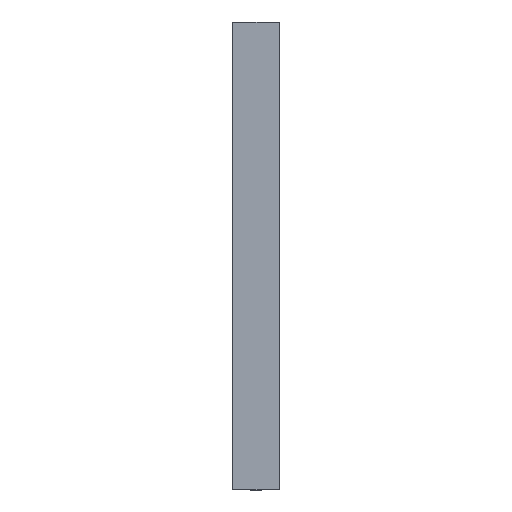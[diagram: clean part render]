
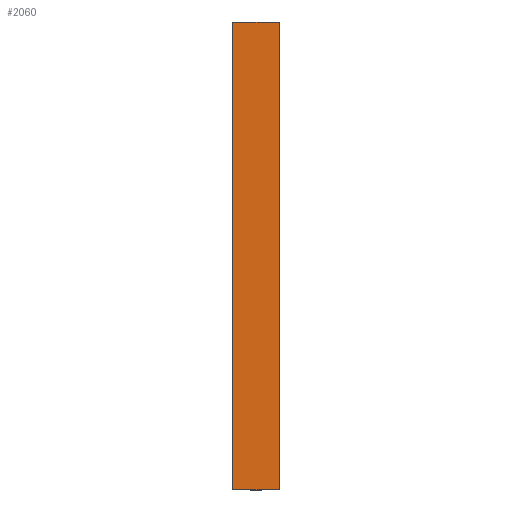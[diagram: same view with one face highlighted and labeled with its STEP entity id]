
A CAD part, left-side view. The second image highlights one B-rep face of the part: STEP entity #2060.
In plain terms, the highlighted planar face has unit normal (-1, 0, 0).
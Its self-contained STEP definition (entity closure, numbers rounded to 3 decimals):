
#1843=CARTESIAN_POINT('',(0.,20.0,393.0));
#1844=VERTEX_POINT('',#1843);
#1851=CARTESIAN_POINT('',(0.,-20.0,393.0));
#1852=VERTEX_POINT('',#1851);
#1853=CARTESIAN_POINT('',(0.,-20.0,393.0));
#1854=DIRECTION('',(0.0,1.0,0.0));
#1855=VECTOR('',#1854,40.0);
#1856=LINE('',#1853,#1855);
#1857=EDGE_CURVE('',#1852,#1844,#1856,.T.);
#1986=CARTESIAN_POINT('',(0.,-20.,-6.));
#1987=VERTEX_POINT('',#1986);
#1988=CARTESIAN_POINT('',(0.,-20.,393.0));
#1989=DIRECTION('',(0.0,0.0,-1.0));
#1990=VECTOR('',#1989,399.0);
#1991=LINE('',#1988,#1990);
#1992=EDGE_CURVE('',#1852,#1987,#1991,.T.);
#2037=CARTESIAN_POINT('',(0.,-20.0,387.));
#2038=DIRECTION('',(-1.0,0.0,0.0));
#2039=DIRECTION('',(0.0,0.0,1.0));
#2040=AXIS2_PLACEMENT_3D('',#2037,#2038,#2039);
#2041=PLANE('',#2040);
#2042=ORIENTED_EDGE('',*,*,#1857,.T.);
#2043=CARTESIAN_POINT('',(0.,20.,-6.));
#2044=VERTEX_POINT('',#2043);
#2045=CARTESIAN_POINT('',(0.,20.0,-6.));
#2046=DIRECTION('',(0.0,0.0,1.0));
#2047=VECTOR('',#2046,399.);
#2048=LINE('',#2045,#2047);
#2049=EDGE_CURVE('',#2044,#1844,#2048,.T.);
#2050=ORIENTED_EDGE('',*,*,#2049,.F.);
#2051=CARTESIAN_POINT('',(0.,20.,-6.));
#2052=DIRECTION('',(0.0,-1.0,0.0));
#2053=VECTOR('',#2052,40.0);
#2054=LINE('',#2051,#2053);
#2055=EDGE_CURVE('',#2044,#1987,#2054,.T.);
#2056=ORIENTED_EDGE('',*,*,#2055,.T.);
#2057=ORIENTED_EDGE('',*,*,#1992,.F.);
#2058=EDGE_LOOP('',(#2042,#2050,#2056,#2057));
#2059=FACE_OUTER_BOUND('',#2058,.T.);
#2060=ADVANCED_FACE('',(#2059),#2041,.T.);
